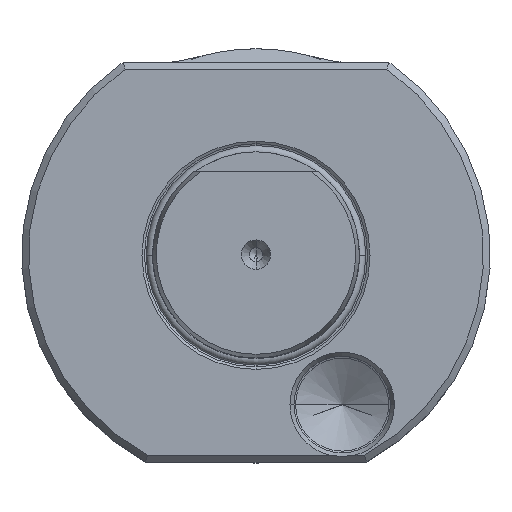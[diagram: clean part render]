
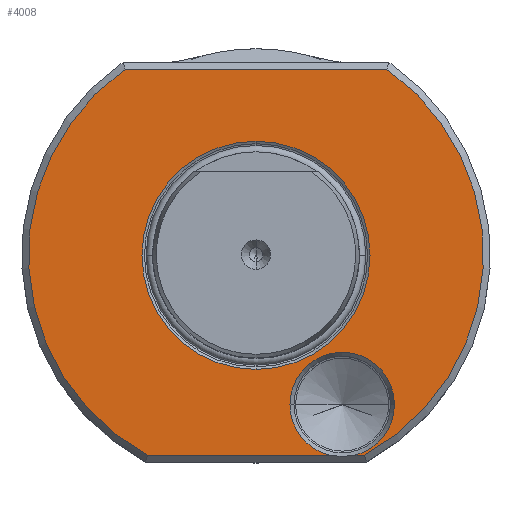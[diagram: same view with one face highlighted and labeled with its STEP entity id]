
A CAD part, top view. The second image highlights one B-rep face of the part: STEP entity #4008.
In plain terms, the highlighted planar face has unit normal (0, 0, 1).
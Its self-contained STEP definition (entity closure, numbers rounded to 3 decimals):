
#796=CARTESIAN_POINT('',(0,0,0.5));
#797=DIRECTION('',(0,0,1));
#798=DIRECTION('',(0,1,0));
#799=AXIS2_PLACEMENT_3D('',#796,#797,#798);
#801=CARTESIAN_POINT('',(0,0,0.5));
#802=DIRECTION('',(0,0,-1));
#803=DIRECTION('',(0,1,0));
#804=AXIS2_PLACEMENT_3D('',#801,#802,#803);
#806=DIRECTION('',(-1,0,0));
#807=VECTOR('',#806,37.947);
#808=CARTESIAN_POINT('',(18.974,27,0.5));
#809=LINE('',#808,#807);
#810=CARTESIAN_POINT('',(0,0,0.5));
#811=DIRECTION('',(0,0,1));
#812=DIRECTION('',(0.477,-0.879,0));
#813=AXIS2_PLACEMENT_3D('',#810,#811,#812);
#815=DIRECTION('',(1,0,0));
#816=VECTOR('',#815,1.403);
#817=CARTESIAN_POINT('',(14.345,-29,0.5));
#818=LINE('',#817,#816);
#819=CARTESIAN_POINT('',(12.5,-21.651,0.5));
#820=DIRECTION('',(0,0,1));
#821=DIRECTION('',(0.244,-0.97,0));
#822=AXIS2_PLACEMENT_3D('',#819,#820,#821);
#824=CARTESIAN_POINT('',(12.5,-21.651,0.5));
#825=DIRECTION('',(0,0,1));
#826=DIRECTION('',(1,0,0));
#827=AXIS2_PLACEMENT_3D('',#824,#825,#826);
#829=CARTESIAN_POINT('',(12.5,-21.651,0.5));
#830=DIRECTION('',(0,0,1));
#831=DIRECTION('',(-1,0,0));
#832=AXIS2_PLACEMENT_3D('',#829,#830,#831);
#834=DIRECTION('',(1,0,0));
#835=VECTOR('',#834,26.403);
#836=CARTESIAN_POINT('',(-15.748,-29,0.5));
#837=LINE('',#836,#835);
#838=CARTESIAN_POINT('',(0,0,0.5));
#839=DIRECTION('',(0,0,1));
#840=DIRECTION('',(-0.575,0.818,0));
#841=AXIS2_PLACEMENT_3D('',#838,#839,#840);
#843=CARTESIAN_POINT('',(-18.974,27,0.5));
#853=CARTESIAN_POINT('',(-15.748,-29,0.5));
#2534=CARTESIAN_POINT('',(18.974,27,0.5));
#2536=CARTESIAN_POINT('',(15.748,-29,0.5));
#2635=CARTESIAN_POINT('',(0,16.55,0.5));
#2637=VERTEX_POINT('',#2635);
#2641=CARTESIAN_POINT('',(0,-16.55,0.5));
#2643=VERTEX_POINT('',#2641);
#2839=CARTESIAN_POINT('',(20.078,-21.651,0.5));
#2840=CARTESIAN_POINT('',(4.923,-21.651,0.5));
#2841=VERTEX_POINT('',#2839);
#2842=VERTEX_POINT('',#2840);
#2929=VERTEX_POINT('',#843);
#2933=VERTEX_POINT('',#2534);
#2934=VERTEX_POINT('',#2536);
#2936=CARTESIAN_POINT('',(14.345,-29,0.5));
#2937=VERTEX_POINT('',#2936);
#2939=VERTEX_POINT('',#853);
#2940=CARTESIAN_POINT('',(10.655,-29,0.5));
#2941=VERTEX_POINT('',#2940);
#3981=CARTESIAN_POINT('',(0,0,0.5));
#3982=DIRECTION('',(0,0,-1));
#3983=DIRECTION('',(0,-1,0));
#3984=AXIS2_PLACEMENT_3D('',#3981,#3982,#3983);
#3985=PLANE('',#3984);
#3987=ORIENTED_EDGE('',*,*,#3986,.F.);
#3989=ORIENTED_EDGE('',*,*,#3988,.F.);
#3991=ORIENTED_EDGE('',*,*,#3990,.F.);
#3993=ORIENTED_EDGE('',*,*,#3992,.T.);
#3995=ORIENTED_EDGE('',*,*,#3994,.T.);
#3997=ORIENTED_EDGE('',*,*,#3996,.T.);
#3999=ORIENTED_EDGE('',*,*,#3998,.F.);
#4001=ORIENTED_EDGE('',*,*,#4000,.F.);
#4002=EDGE_LOOP('',(#3987,#3989,#3991,#3993,#3995,#3997,#3999,#4001));
#4003=FACE_OUTER_BOUND('',#4002,.F.);
#4004=ORIENTED_EDGE('',*,*,#3963,.T.);
#4005=ORIENTED_EDGE('',*,*,#3974,.F.);
#4006=EDGE_LOOP('',(#4004,#4005));
#4007=FACE_BOUND('',#4006,.F.);
#4008=ADVANCED_FACE('',(#4003,#4007),#3985,.F.);
#800=CIRCLE('',#799,16.55);
#805=CIRCLE('',#804,16.55);
#814=CIRCLE('',#813,33);
#823=CIRCLE('',#822,7.578);
#828=CIRCLE('',#827,7.578);
#833=CIRCLE('',#832,7.578);
#842=CIRCLE('',#841,33);
#3963=EDGE_CURVE('',#2637,#2643,#800,.T.);
#3974=EDGE_CURVE('',#2637,#2643,#805,.T.);
#3986=EDGE_CURVE('',#2933,#2929,#809,.T.);
#3988=EDGE_CURVE('',#2934,#2933,#814,.T.);
#3990=EDGE_CURVE('',#2937,#2934,#818,.T.);
#3992=EDGE_CURVE('',#2937,#2841,#823,.T.);
#3994=EDGE_CURVE('',#2841,#2842,#828,.T.);
#3996=EDGE_CURVE('',#2842,#2941,#833,.T.);
#3998=EDGE_CURVE('',#2939,#2941,#837,.T.);
#4000=EDGE_CURVE('',#2929,#2939,#842,.T.);
